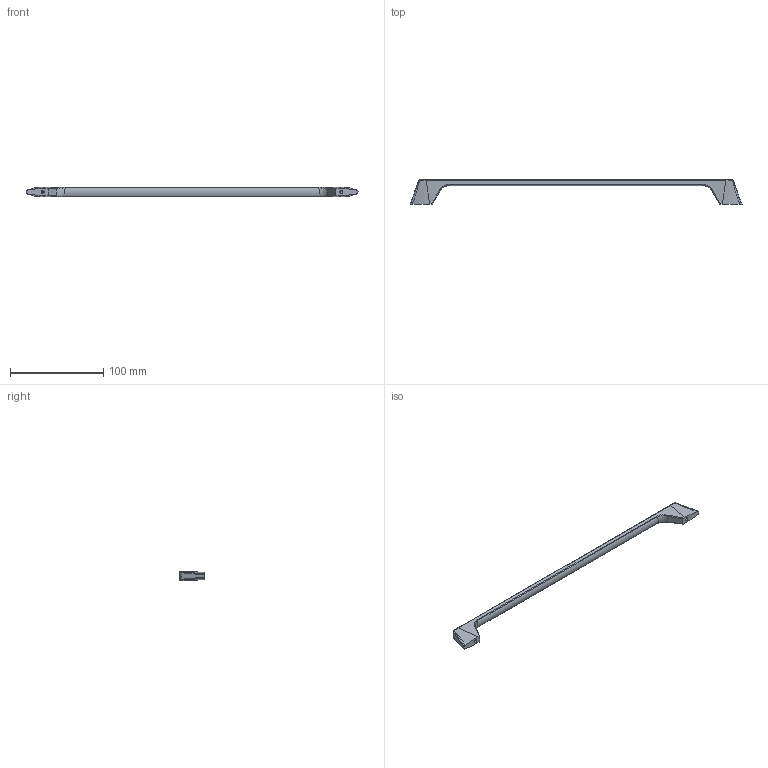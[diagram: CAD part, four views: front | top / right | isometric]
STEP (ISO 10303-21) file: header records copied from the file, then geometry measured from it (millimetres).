
FILE_DESCRIPTION(('Creo Elements/Direct Modeling STEP Export'),'2;1');
FILE_NAME('2448-356.stp','2019-04-02T 8:54:59',(''),(''),'Creo Elements/Direct Modeling STEP processor for AP214 (Solid Model)','Creo Elements/Direct Modeling 20.0 12-Nov-2016 (C) Parametric Technology GmbH','');
FILE_SCHEMA(('AUTOMOTIVE_DESIGN { 1 0 10303 214 1 1 1 1 }'));
Length unit declared in the file: millimetre
Products named in the file (2): 2448-356
Assembly tree (1 placements, depth 2):
  2448-356
    2448-356
Bounding box: 355.61 x 26.5 x 9.96 mm (x, y, z)
Volume: 28245.3 mm3; surface area: 12779.5 mm2
Topology: 1 solids, 1 shells, 60 faces, 146 edges, 88 vertices
Faces by surface type: bspline 27, cylinder 19, plane 10, cone 4
Entity records: 24380 total; most frequent: CARTESIAN_POINT 23225, ORIENTED_EDGE 284, EDGE_CURVE 142, DIRECTION 132, VERTEX_POINT 88, B_SPLINE_CURVE_WITH_KNOTS 68, EDGE_LOOP 64, FACE_OUTER_BOUND 60
